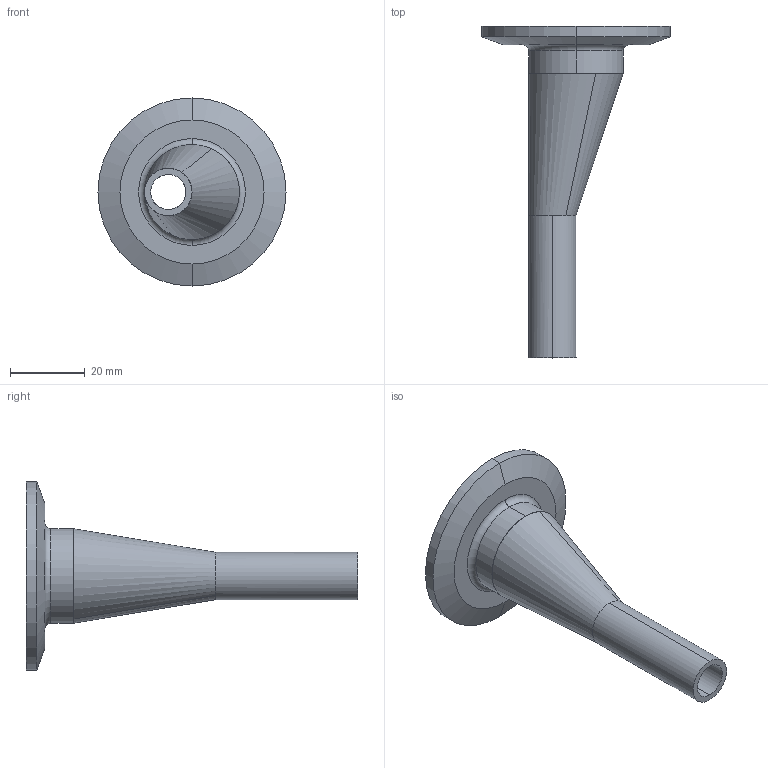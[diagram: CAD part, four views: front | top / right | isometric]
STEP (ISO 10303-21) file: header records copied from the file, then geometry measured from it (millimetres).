
FILE_DESCRIPTION (( 'STEP AP214' ), '1' );
FILE_NAME ('DT26E 25.4x12.7 B.STEP', '2014-03-18T09:24:57', ( '' ), ( '' ), 'SwSTEP 2.0', 'SolidWorks 2013', '' );
FILE_SCHEMA (( 'AUTOMOTIVE_DESIGN' ));
Length unit declared in the file: inch
Products named in the file (3): DT26E 25.4x12.7; DT26E 25.4x12.7 B; 26E 25.4
Assembly tree (2 placements, depth 2):
  DT26E 25.4x12.7 B
    DT26E 25.4x12.7
    26E 25.4
Bounding box: 50.4 x 88.9 x 50.4 mm (x, y, z)
Volume: 13212.5 mm3; surface area: 12435.9 mm2
Topology: 2 solids, 2 shells, 36 faces, 76 edges, 46 vertices
Faces by surface type: cylinder 10, torus 10, plane 6, cone 6, bspline 4
Entity records: 1684 total; most frequent: CARTESIAN_POINT 763, DIRECTION 194, ORIENTED_EDGE 152, AXIS2_PLACEMENT_3D 89, EDGE_CURVE 76, CIRCLE 52, VERTEX_POINT 46, EDGE_LOOP 42
